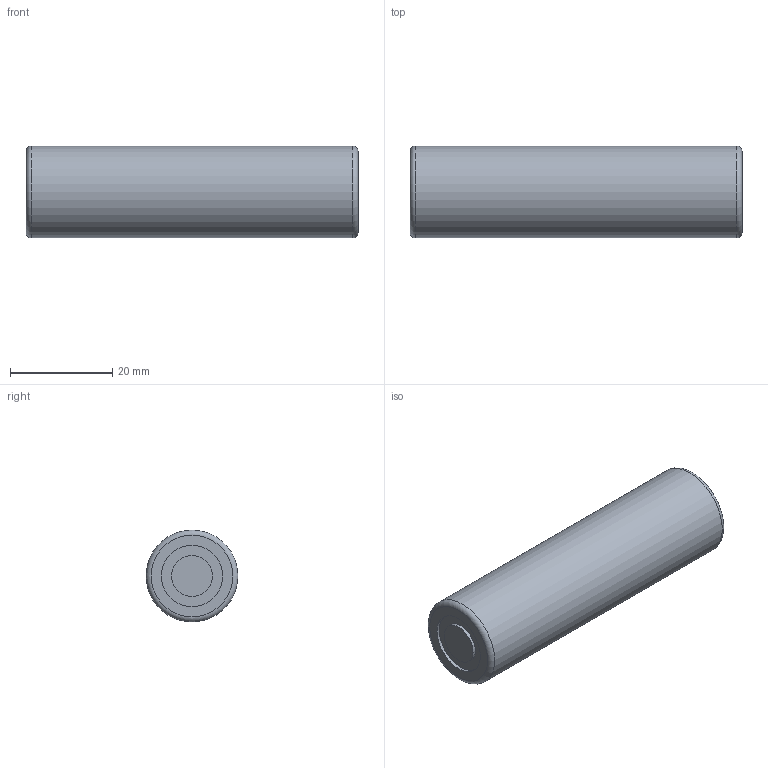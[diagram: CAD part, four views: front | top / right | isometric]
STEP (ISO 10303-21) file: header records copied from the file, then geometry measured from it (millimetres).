
FILE_DESCRIPTION(('FreeCAD Model'),'2;1');
FILE_NAME('_8650_vs_4680_battery_akku_cell_v3_cp.step','2020-10-16T22:00:13',( 'kicad StepUp'),('ksu MCAD'),'Open CASCADE STEP processor 7.3', 'FreeCAD','Unknown');
FILE_SCHEMA(('AUTOMOTIVE_DESIGN { 1 0 10303 214 1 1 1 1 }'));
Length unit declared in the file: millimetre
Products named in the file (1): _8650_vs_4680_battery_akku_cell_v3_cp
Bounding box: 65 x 18 x 18 mm (x, y, z)
Volume: 16440.2 mm3; surface area: 4182.8 mm2
Topology: 1 solids, 1 shells, 11 faces, 18 edges, 12 vertices
Faces by surface type: plane 5, cylinder 4, torus 2
Full cylindrical faces by diameter (mm): 8 x1, 12 x1, 15.75 x1, 18 x1
Entity records: 356 total; most frequent: DIRECTION 56, CARTESIAN_POINT 42, ORIENTED_EDGE 36, AXIS2_PLACEMENT_3D 26, EDGE_CURVE 18, FACE_BOUND 14, EDGE_LOOP 14, CIRCLE 14
